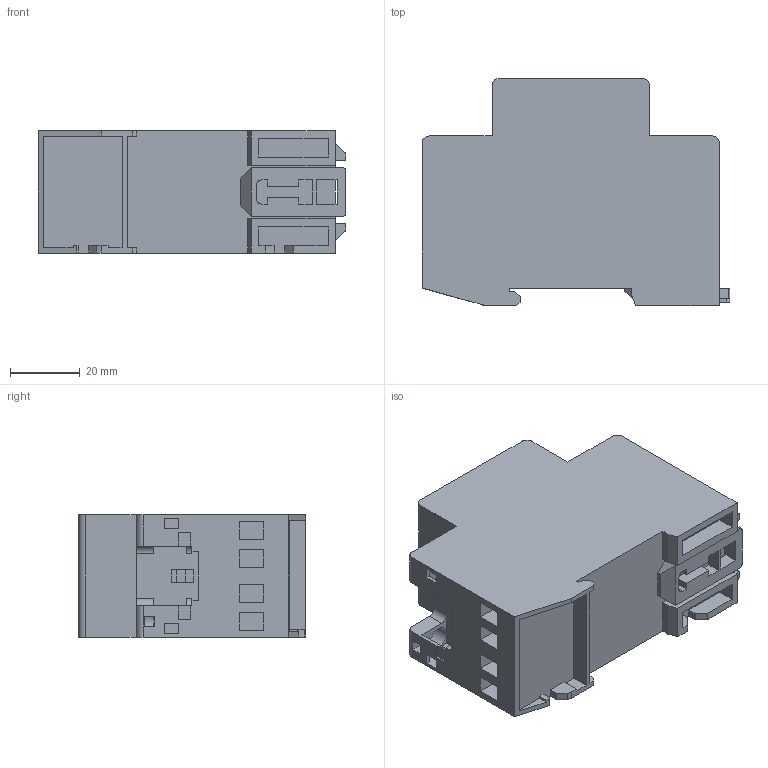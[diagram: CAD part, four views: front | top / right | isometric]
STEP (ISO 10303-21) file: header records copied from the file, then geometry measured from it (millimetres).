
FILE_DESCRIPTION((''),'2;1');
FILE_NAME('R25_ASM_1_ASM','2021-08-12T',('marketing.praksa'),('Audax d.o.o.'),'CREO PARAMETRIC BY PTC INC, 2017480','CREO PARAMETRIC BY PTC INC, 2017480','');
FILE_SCHEMA(('AUTOMOTIVE_DESIGN { 1 0 10303 214 1 1 1 1 }'));
Length unit declared in the file: millimetre
Products named in the file (11): R25-59_1; R25-65_1; R25-71_1; R25-77_1; R25-83_1_1_1; R25-83_1; PRT9540; R25-83_1_1_2; SZYBKA_R25_1; PRT9541; R25_ASM_1_ASM
Assembly tree (10 placements, depth 2):
  R25_ASM_1_ASM
    R25-59_1
    R25-65_1
    R25-71_1
    R25-77_1
    R25-83_1_1_1
    R25-83_1
    PRT9540
    R25-83_1_1_2
    SZYBKA_R25_1
    PRT9541
Bounding box: 88 x 65 x 35 mm (x, y, z)
Volume: 143114.7 mm3; surface area: 28609.6 mm2
Topology: 19 solids, 19 shells, 636 faces, 1781 edges, 1196 vertices
Faces by surface type: plane 470, cylinder 126, bspline 24, torus 16
Entity records: 32019 total; most frequent: CARTESIAN_POINT 4577, ORIENTED_EDGE 3562, DIRECTION 3411, PRESENTATION_STYLE_ASSIGNMENT 2436, STYLED_ITEM 2436, CURVE_STYLE 1781, EDGE_CURVE 1781, VECTOR 1321
